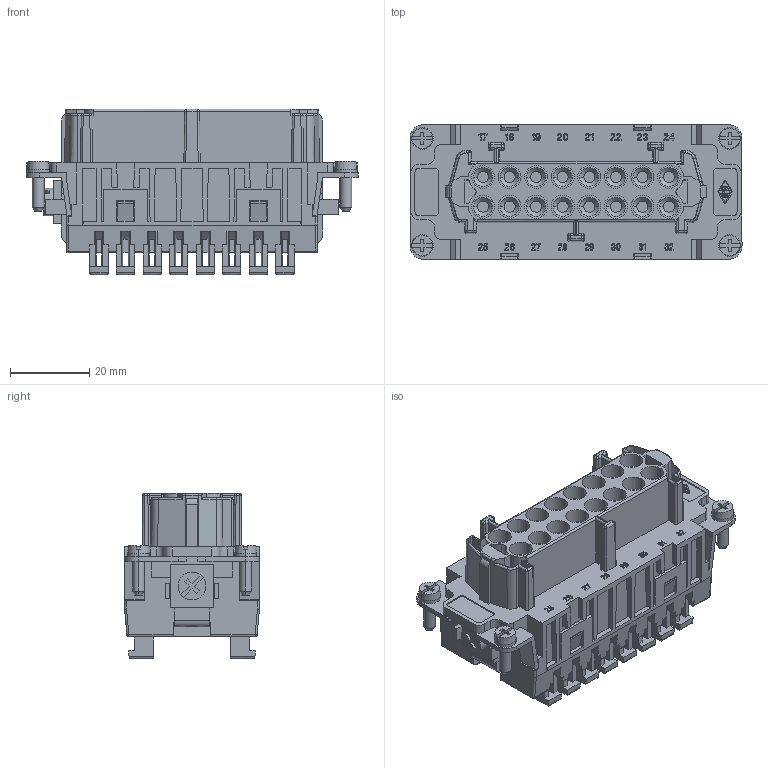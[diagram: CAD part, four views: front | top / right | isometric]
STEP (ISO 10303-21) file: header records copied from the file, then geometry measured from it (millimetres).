
FILE_DESCRIPTION(('Creo Elements/Direct Modeling STEP Export'),'2;1');
FILE_NAME('0lndrr04ktlb87n492','2018-09-27T10:45:01',(''),(''),'PTC Creo Elements/Direct Modeling STEP processor for AP214 (Solid Model)','PTC Creo Elements/Direct Modeling 19.0B 21-Mar-2015 (C) Parametric Technology GmbH','');
FILE_SCHEMA(('AUTOMOTIVE_DESIGN { 1 0 10303 214 1 1 1 1 }'));
Products named in the file (2): CSHF_16_N
Assembly tree (1 placements, depth 2):
  CSHF_16_N
    CSHF_16_N
Bounding box: 83.7 x 34 x 41.7 mm (x, y, z)
Volume: 58672.5 mm3; surface area: 24394.9 mm2
Topology: 1 solids, 2 shells, 1596 faces, 7173 edges, 5665 vertices
Faces by surface type: plane 1099, cylinder 353, cone 80, torus 34, sphere 20, bspline 10
Entity records: 86064 total; most frequent: CARTESIAN_POINT 22609, ORIENTED_EDGE 14306, DIRECTION 9944, EDGE_CURVE 7153, VECTOR 6008, LINE 6008, VERTEX_POINT 5665, AXIS2_PLACEMENT_3D 1968
